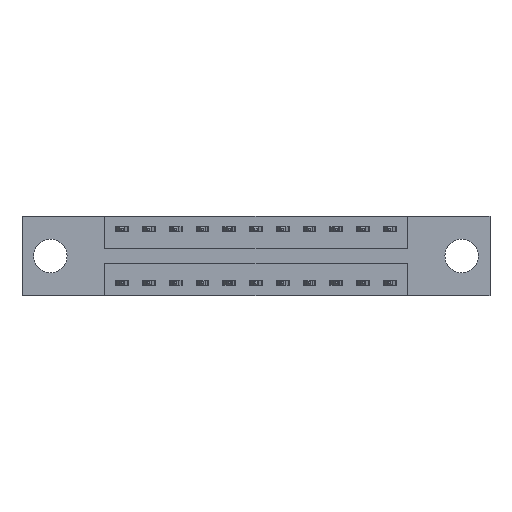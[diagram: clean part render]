
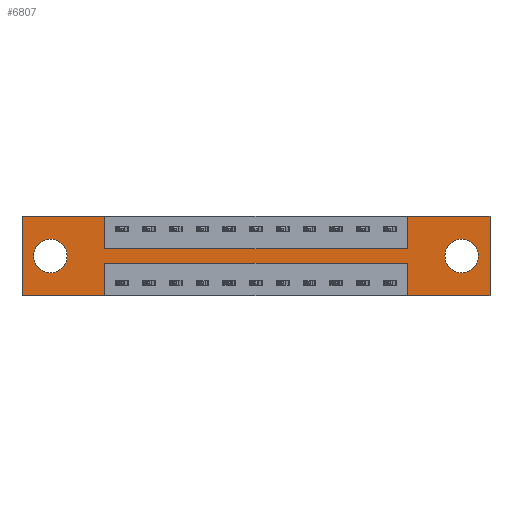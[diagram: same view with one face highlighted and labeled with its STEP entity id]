
A CAD part, front view. The second image highlights one B-rep face of the part: STEP entity #6807.
In plain terms, the highlighted planar face has unit normal (0, -1, 0).
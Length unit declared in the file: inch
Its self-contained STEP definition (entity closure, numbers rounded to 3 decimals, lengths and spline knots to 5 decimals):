
#42 = VERTEX_POINT ( 'NONE', #941 ) ;
#50 = EDGE_LOOP ( 'NONE', ( #10869, #10257 ) ) ;
#142 = EDGE_CURVE ( 'NONE', #1446, #3397, #11061, .T. ) ;
#188 = EDGE_CURVE ( 'NONE', #3363, #1446, #8436, .T. ) ;
#203 = CARTESIAN_POINT ( 'NONE',  ( 0., 0., -0.37 ) ) ;
#286 = EDGE_CURVE ( 'NONE', #981, #1673, #2795, .T. ) ;
#291 = CARTESIAN_POINT ( 'NONE',  ( 1.7975, 0., -0.37 ) ) ;
#293 = DIRECTION ( 'NONE',  ( 0., 0., 1. ) ) ;
#332 = EDGE_CURVE ( 'NONE', #2230, #981, #1584, .T. ) ;
#397 = DIRECTION ( 'NONE',  ( 0., 1., 0. ) ) ;
#428 = VECTOR ( 'NONE', #9203, 39.37008 ) ;
#436 = EDGE_CURVE ( 'NONE', #42, #2230, #7784, .T. ) ;
#445 = VERTEX_POINT ( 'NONE', #2283 ) ;
#561 = VERTEX_POINT ( 'NONE', #5523 ) ;
#594 = CARTESIAN_POINT ( 'NONE',  ( 0.1325, 0., -0.107 ) ) ;
#647 = VERTEX_POINT ( 'NONE', #203 ) ;
#672 = ORIENTED_EDGE ( 'NONE', *, *, #2525, .F. ) ;
#697 = CIRCLE ( 'NONE', #796, 0.078 ) ;
#796 = AXIS2_PLACEMENT_3D ( 'NONE', #6007, #397, #6897 ) ;
#843 = PLANE ( 'NONE',  #3219 ) ;
#919 = EDGE_CURVE ( 'NONE', #647, #3018, #6905, .T. ) ;
#941 = CARTESIAN_POINT ( 'NONE',  ( 0.3875, 0., 0. ) ) ;
#981 = VERTEX_POINT ( 'NONE', #11191 ) ;
#1119 = CARTESIAN_POINT ( 'NONE',  ( 2.185, 0., -0.37 ) ) ;
#1145 = DIRECTION ( 'NONE',  ( 0., 0., -1. ) ) ;
#1166 = LINE ( 'NONE', #11304, #8218 ) ;
#1208 = EDGE_CURVE ( 'NONE', #561, #10080, #4746, .T. ) ;
#1231 = ORIENTED_EDGE ( 'NONE', *, *, #188, .F. ) ;
#1268 = DIRECTION ( 'NONE',  ( 0., 0., 1. ) ) ;
#1422 = FACE_OUTER_BOUND ( 'NONE', #4280, .T. ) ;
#1446 = VERTEX_POINT ( 'NONE', #9546 ) ;
#1468 = DIRECTION ( 'NONE',  ( 0., 0., 1. ) ) ;
#1515 = EDGE_CURVE ( 'NONE', #10080, #3363, #8109, .T. ) ;
#1584 = LINE ( 'NONE', #9014, #6242 ) ;
#1619 = DIRECTION ( 'NONE',  ( -1., 0., 0. ) ) ;
#1652 = VECTOR ( 'NONE', #4696, 39.37008 ) ;
#1673 = VERTEX_POINT ( 'NONE', #9150 ) ;
#1768 = DIRECTION ( 'NONE',  ( 0., 0., -1. ) ) ;
#1936 = VECTOR ( 'NONE', #3011, 39.37008 ) ;
#2230 = VERTEX_POINT ( 'NONE', #3406 ) ;
#2283 = CARTESIAN_POINT ( 'NONE',  ( 2.0525, 0., -0.107 ) ) ;
#2302 = VERTEX_POINT ( 'NONE', #594 ) ;
#2525 = EDGE_CURVE ( 'NONE', #1673, #561, #1166, .T. ) ;
#2623 = DIRECTION ( 'NONE',  ( 0., 0., -1. ) ) ;
#2686 = DIRECTION ( 'NONE',  ( 0., 1., 0. ) ) ;
#2690 = CARTESIAN_POINT ( 'NONE',  ( 2.0525, 0., -0.185 ) ) ;
#2795 = LINE ( 'NONE', #9629, #7119 ) ;
#2892 = ORIENTED_EDGE ( 'NONE', *, *, #9056, .F. ) ;
#3011 = DIRECTION ( 'NONE',  ( 1., 0., 0. ) ) ;
#3018 = VERTEX_POINT ( 'NONE', #10486 ) ;
#3206 = DIRECTION ( 'NONE',  ( 0., 1., 0. ) ) ;
#3219 = AXIS2_PLACEMENT_3D ( 'NONE', #6420, #7340, #1768 ) ;
#3363 = VERTEX_POINT ( 'NONE', #6266 ) ;
#3392 = VECTOR ( 'NONE', #3531, 39.37008 ) ;
#3397 = VERTEX_POINT ( 'NONE', #4549 ) ;
#3406 = CARTESIAN_POINT ( 'NONE',  ( 0.3875, 0., -0.15 ) ) ;
#3419 = EDGE_CURVE ( 'NONE', #3927, #445, #10297, .T. ) ;
#3531 = DIRECTION ( 'NONE',  ( -1., 0., 0. ) ) ;
#3552 = LINE ( 'NONE', #10320, #9905 ) ;
#3731 = ORIENTED_EDGE ( 'NONE', *, *, #1515, .F. ) ;
#3843 = DIRECTION ( 'NONE',  ( -1., 0., 0. ) ) ;
#3927 = VERTEX_POINT ( 'NONE', #5560 ) ;
#3993 = EDGE_LOOP ( 'NONE', ( #5930, #7045 ) ) ;
#4100 = VECTOR ( 'NONE', #1468, 39.37008 ) ;
#4209 = ORIENTED_EDGE ( 'NONE', *, *, #332, .F. ) ;
#4280 = EDGE_LOOP ( 'NONE', ( #2892, #5954, #1231, #3731, #4360, #672, #10152, #4209, #8160, #6950, #7758, #5331 ) ) ;
#4360 = ORIENTED_EDGE ( 'NONE', *, *, #1208, .F. ) ;
#4395 = FACE_BOUND ( 'NONE', #3993, .T. ) ;
#4411 = VECTOR ( 'NONE', #1619, 39.37008 ) ;
#4462 = DIRECTION ( 'NONE',  ( 0., 0., -1. ) ) ;
#4534 = CARTESIAN_POINT ( 'NONE',  ( 0., 0., -0.37 ) ) ;
#4542 = VERTEX_POINT ( 'NONE', #5943 ) ;
#4549 = CARTESIAN_POINT ( 'NONE',  ( 0.3875, 0., -0.22 ) ) ;
#4696 = DIRECTION ( 'NONE',  ( 0., 0., 1. ) ) ;
#4726 = EDGE_CURVE ( 'NONE', #4542, #647, #5813, .T. ) ;
#4746 = LINE ( 'NONE', #6318, #6746 ) ;
#5331 = ORIENTED_EDGE ( 'NONE', *, *, #4726, .F. ) ;
#5523 = CARTESIAN_POINT ( 'NONE',  ( 2.185, 0., 0. ) ) ;
#5560 = CARTESIAN_POINT ( 'NONE',  ( 2.0525, 0., -0.263 ) ) ;
#5813 = LINE ( 'NONE', #10377, #3392 ) ;
#5900 = DIRECTION ( 'NONE',  ( 0., 1., 0. ) ) ;
#5930 = ORIENTED_EDGE ( 'NONE', *, *, #7009, .T. ) ;
#5943 = CARTESIAN_POINT ( 'NONE',  ( 0.3875, 0., -0.37 ) ) ;
#5954 = ORIENTED_EDGE ( 'NONE', *, *, #142, .F. ) ;
#6007 = CARTESIAN_POINT ( 'NONE',  ( 2.0525, 0., -0.185 ) ) ;
#6121 = FACE_BOUND ( 'NONE', #50, .T. ) ;
#6242 = VECTOR ( 'NONE', #10231, 39.37008 ) ;
#6266 = CARTESIAN_POINT ( 'NONE',  ( 1.7975, 0., -0.37 ) ) ;
#6318 = CARTESIAN_POINT ( 'NONE',  ( 2.185, 0., 0. ) ) ;
#6420 = CARTESIAN_POINT ( 'NONE',  ( 0., 0., -0.37 ) ) ;
#6746 = VECTOR ( 'NONE', #1145, 39.37008 ) ;
#6807 = ADVANCED_FACE ( 'NONE', ( #4395, #6121, #1422 ), #843, .T. ) ;
#6897 = DIRECTION ( 'NONE',  ( 0., 0., -1. ) ) ;
#6905 = LINE ( 'NONE', #8040, #1652 ) ;
#6950 = ORIENTED_EDGE ( 'NONE', *, *, #11260, .F. ) ;
#7009 = EDGE_CURVE ( 'NONE', #445, #3927, #697, .T. ) ;
#7045 = ORIENTED_EDGE ( 'NONE', *, *, #3419, .T. ) ;
#7119 = VECTOR ( 'NONE', #1268, 39.37008 ) ;
#7340 = DIRECTION ( 'NONE',  ( 0., -1., 0. ) ) ;
#7758 = ORIENTED_EDGE ( 'NONE', *, *, #919, .F. ) ;
#7784 = LINE ( 'NONE', #8991, #428 ) ;
#7791 = AXIS2_PLACEMENT_3D ( 'NONE', #2690, #2686, #2623 ) ;
#8040 = CARTESIAN_POINT ( 'NONE',  ( 0., 0., 0. ) ) ;
#8054 = CARTESIAN_POINT ( 'NONE',  ( 0.1325, 0., -0.263 ) ) ;
#8109 = LINE ( 'NONE', #4534, #9996 ) ;
#8160 = ORIENTED_EDGE ( 'NONE', *, *, #436, .F. ) ;
#8218 = VECTOR ( 'NONE', #10981, 39.37008 ) ;
#8392 = CARTESIAN_POINT ( 'NONE',  ( 0., 0., 0. ) ) ;
#8436 = LINE ( 'NONE', #291, #4100 ) ;
#8531 = CARTESIAN_POINT ( 'NONE',  ( 0.1325, 0., -0.185 ) ) ;
#8680 = EDGE_CURVE ( 'NONE', #2302, #9469, #9528, .T. ) ;
#8866 = LINE ( 'NONE', #8392, #1936 ) ;
#8991 = CARTESIAN_POINT ( 'NONE',  ( 0.3875, 0., 0. ) ) ;
#9014 = CARTESIAN_POINT ( 'NONE',  ( 0.3875, 0., -0.15 ) ) ;
#9056 = EDGE_CURVE ( 'NONE', #3397, #4542, #3552, .T. ) ;
#9150 = CARTESIAN_POINT ( 'NONE',  ( 1.7975, 0., 0. ) ) ;
#9203 = DIRECTION ( 'NONE',  ( 0., 0., -1. ) ) ;
#9344 = DIRECTION ( 'NONE',  ( 0., 0., 1. ) ) ;
#9469 = VERTEX_POINT ( 'NONE', #8054 ) ;
#9528 = CIRCLE ( 'NONE', #9752, 0.078 ) ;
#9546 = CARTESIAN_POINT ( 'NONE',  ( 1.7975, 0., -0.22 ) ) ;
#9629 = CARTESIAN_POINT ( 'NONE',  ( 1.7975, 0., 0. ) ) ;
#9752 = AXIS2_PLACEMENT_3D ( 'NONE', #10868, #5900, #293 ) ;
#9886 = AXIS2_PLACEMENT_3D ( 'NONE', #8531, #3206, #9344 ) ;
#9905 = VECTOR ( 'NONE', #4462, 39.37008 ) ;
#9934 = CARTESIAN_POINT ( 'NONE',  ( 0.3875, 0., -0.22 ) ) ;
#9996 = VECTOR ( 'NONE', #3843, 39.37008 ) ;
#10080 = VERTEX_POINT ( 'NONE', #1119 ) ;
#10152 = ORIENTED_EDGE ( 'NONE', *, *, #286, .F. ) ;
#10231 = DIRECTION ( 'NONE',  ( 1., 0., 0. ) ) ;
#10240 = CIRCLE ( 'NONE', #9886, 0.078 ) ;
#10257 = ORIENTED_EDGE ( 'NONE', *, *, #11338, .T. ) ;
#10297 = CIRCLE ( 'NONE', #7791, 0.078 ) ;
#10320 = CARTESIAN_POINT ( 'NONE',  ( 0.3875, 0., -0.37 ) ) ;
#10377 = CARTESIAN_POINT ( 'NONE',  ( 0., 0., -0.37 ) ) ;
#10486 = CARTESIAN_POINT ( 'NONE',  ( 0., 0., 0. ) ) ;
#10868 = CARTESIAN_POINT ( 'NONE',  ( 0.1325, 0., -0.185 ) ) ;
#10869 = ORIENTED_EDGE ( 'NONE', *, *, #8680, .T. ) ;
#10981 = DIRECTION ( 'NONE',  ( 1., 0., 0. ) ) ;
#11061 = LINE ( 'NONE', #9934, #4411 ) ;
#11191 = CARTESIAN_POINT ( 'NONE',  ( 1.7975, 0., -0.15 ) ) ;
#11260 = EDGE_CURVE ( 'NONE', #3018, #42, #8866, .T. ) ;
#11304 = CARTESIAN_POINT ( 'NONE',  ( 0., 0., 0. ) ) ;
#11338 = EDGE_CURVE ( 'NONE', #9469, #2302, #10240, .T. ) ;
